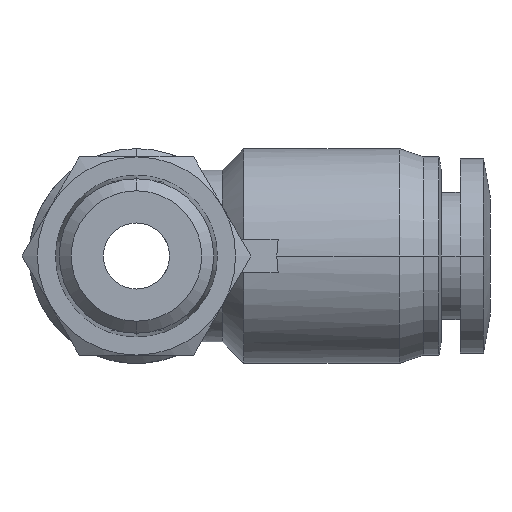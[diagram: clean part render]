
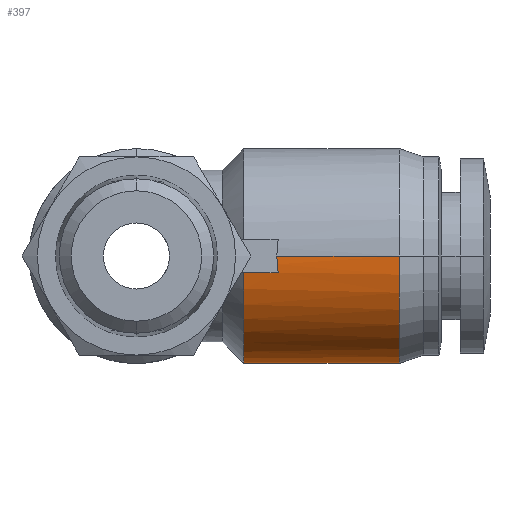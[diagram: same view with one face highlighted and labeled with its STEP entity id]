
A CAD part, front view. The second image highlights one B-rep face of the part: STEP entity #397.
In plain terms, the highlighted cylindrical face has radius 6.5 mm (diameter 13 mm), a partial arc.
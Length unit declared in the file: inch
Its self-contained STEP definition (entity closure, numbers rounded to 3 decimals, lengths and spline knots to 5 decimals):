
#4 = CARTESIAN_POINT ( 'NONE',  ( 0.33566, 0.29629, -0.02634 ) ) ;
#63 = EDGE_CURVE ( 'NONE', #2955, #1234, #3048, .T. ) ;
#99 = LINE ( 'NONE', #358, #138 ) ;
#129 = VERTEX_POINT ( 'NONE', #3083 ) ;
#138 = VECTOR ( 'NONE', #1464, 39.37008 ) ;
#176 = AXIS2_PLACEMENT_3D ( 'NONE', #2199, #2180, #2106 ) ;
#257 = EDGE_CURVE ( 'NONE', #3024, #2955, #1264, .T. ) ;
#358 = CARTESIAN_POINT ( 'NONE',  ( 0.49016, 0.80709, 0. ) ) ;
#397 = ADVANCED_FACE ( 'NONE', ( #1576 ), #1380, .T. ) ;
#655 = ORIENTED_EDGE ( 'NONE', *, *, #1802, .T. ) ;
#692 = ORIENTED_EDGE ( 'NONE', *, *, #980, .T. ) ;
#980 = EDGE_CURVE ( 'NONE', #1234, #2897, #4700, .T. ) ;
#1002 = AXIS2_PLACEMENT_3D ( 'NONE', #4517, #4203, #4112 ) ;
#1099 = VECTOR ( 'NONE', #3667, 39.37008 ) ;
#1146 = CARTESIAN_POINT ( 'NONE',  ( 0.33465, 0.29528, 0. ) ) ;
#1154 = LINE ( 'NONE', #2481, #1099 ) ;
#1234 = VERTEX_POINT ( 'NONE', #2793 ) ;
#1236 = CARTESIAN_POINT ( 'NONE',  ( 0.35738, 0.80404, -0.03937 ) ) ;
#1264 = LINE ( 'NONE', #4019, #4394 ) ;
#1380 = CYLINDRICAL_SURFACE ( 'NONE', #3901, 0.25591 ) ;
#1464 = DIRECTION ( 'NONE',  ( 1., 0., 0. ) ) ;
#1567 = CARTESIAN_POINT ( 'NONE',  ( 0.62598, 0.55118, 0. ) ) ;
#1576 = FACE_OUTER_BOUND ( 'NONE', #2029, .T. ) ;
#1589 = CARTESIAN_POINT ( 'NONE',  ( 0.62598, 0.29528, 0. ) ) ;
#1611 = EDGE_CURVE ( 'NONE', #1713, #2775, #1154, .T. ) ;
#1658 = CARTESIAN_POINT ( 'NONE',  ( 0.35738, 0.80404, -0.03937 ) ) ;
#1713 = VERTEX_POINT ( 'NONE', #3704 ) ;
#1739 = DIRECTION ( 'NONE',  ( 0., 1., 0. ) ) ;
#1752 = CARTESIAN_POINT ( 'NONE',  ( 0.49016, 0.55118, 0. ) ) ;
#1791 = ORIENTED_EDGE ( 'NONE', *, *, #1886, .F. ) ;
#1802 = EDGE_CURVE ( 'NONE', #129, #3023, #99, .T. ) ;
#1842 = CARTESIAN_POINT ( 'NONE',  ( 0.49016, 0.80404, -0.03937 ) ) ;
#1843 = LINE ( 'NONE', #1842, #4567 ) ;
#1886 = EDGE_CURVE ( 'NONE', #3024, #1713, #2391, .T. ) ;
#1932 = DIRECTION ( 'NONE',  ( 1., 0., 0. ) ) ;
#1940 = DIRECTION ( 'NONE',  ( 0., 1., 0. ) ) ;
#1947 = ORIENTED_EDGE ( 'NONE', *, *, #1611, .F. ) ;
#2029 = EDGE_LOOP ( 'NONE', ( #1947, #1791, #3378, #2815, #692, #3841, #3932, #655, #4013 ) ) ;
#2106 = DIRECTION ( 'NONE',  ( 0., 1., 0. ) ) ;
#2180 = DIRECTION ( 'NONE',  ( 1., 0., 0. ) ) ;
#2199 = CARTESIAN_POINT ( 'NONE',  ( 0.25591, 0.55118, 0. ) ) ;
#2391 =( BOUNDED_CURVE ( )  B_SPLINE_CURVE ( 3, ( #2657, #4, #3445, #1146 ),
 .UNSPECIFIED., .F., .F. ) 
 B_SPLINE_CURVE_WITH_KNOTS ( ( 4, 4 ),
 ( 2.98713, 3.14159 ),
 .UNSPECIFIED. ) 
 CURVE ( )  GEOMETRIC_REPRESENTATION_ITEM ( )  RATIONAL_B_SPLINE_CURVE ( ( 1., 0.998, 0.998, 1. ) ) 
 REPRESENTATION_ITEM ( '' )  );
#2402 = CARTESIAN_POINT ( 'NONE',  ( 0.35433, 0.80709, 0. ) ) ;
#2481 = CARTESIAN_POINT ( 'NONE',  ( 0.49016, 0.29528, 0. ) ) ;
#2510 = CARTESIAN_POINT ( 'NONE',  ( 0.33769, 0.29832, -0.03937 ) ) ;
#2600 = DIRECTION ( 'NONE',  ( 1., 0., 0. ) ) ;
#2657 = CARTESIAN_POINT ( 'NONE',  ( 0.33769, 0.29832, -0.03937 ) ) ;
#2775 = VERTEX_POINT ( 'NONE', #1589 ) ;
#2792 = CARTESIAN_POINT ( 'NONE',  ( 0.25591, 0.29832, -0.03937 ) ) ;
#2793 = CARTESIAN_POINT ( 'NONE',  ( 0.25591, 0.55118, -0.25591 ) ) ;
#2815 = ORIENTED_EDGE ( 'NONE', *, *, #63, .T. ) ;
#2897 = VERTEX_POINT ( 'NONE', #4734 ) ;
#2955 = VERTEX_POINT ( 'NONE', #2792 ) ;
#3023 = VERTEX_POINT ( 'NONE', #4829 ) ;
#3024 = VERTEX_POINT ( 'NONE', #2510 ) ;
#3048 = CIRCLE ( 'NONE', #1002, 0.25591 ) ;
#3066 =( BOUNDED_CURVE ( )  B_SPLINE_CURVE ( 3, ( #1236, #3561, #4725, #2402 ),
 .UNSPECIFIED., .F., .F. ) 
 B_SPLINE_CURVE_WITH_KNOTS ( ( 4, 4 ),
 ( 2.98713, 3.14159 ),
 .UNSPECIFIED. ) 
 CURVE ( )  GEOMETRIC_REPRESENTATION_ITEM ( )  RATIONAL_B_SPLINE_CURVE ( ( 1., 0.998, 0.998, 1. ) ) 
 REPRESENTATION_ITEM ( '' )  );
#3083 = CARTESIAN_POINT ( 'NONE',  ( 0.35433, 0.80709, 0. ) ) ;
#3151 = EDGE_CURVE ( 'NONE', #2897, #4029, #1843, .T. ) ;
#3378 = ORIENTED_EDGE ( 'NONE', *, *, #257, .T. ) ;
#3445 = CARTESIAN_POINT ( 'NONE',  ( 0.33465, 0.29528, -0.01319 ) ) ;
#3561 = CARTESIAN_POINT ( 'NONE',  ( 0.35535, 0.80607, -0.02634 ) ) ;
#3667 = DIRECTION ( 'NONE',  ( 1., 0., 0. ) ) ;
#3704 = CARTESIAN_POINT ( 'NONE',  ( 0.33465, 0.29528, 0. ) ) ;
#3841 = ORIENTED_EDGE ( 'NONE', *, *, #3151, .T. ) ;
#3901 = AXIS2_PLACEMENT_3D ( 'NONE', #1752, #1932, #1739 ) ;
#3920 = DIRECTION ( 'NONE',  ( -1., 0., 0. ) ) ;
#3932 = ORIENTED_EDGE ( 'NONE', *, *, #4723, .T. ) ;
#4013 = ORIENTED_EDGE ( 'NONE', *, *, #4373, .T. ) ;
#4019 = CARTESIAN_POINT ( 'NONE',  ( 0.26355, 0.29832, -0.03937 ) ) ;
#4029 = VERTEX_POINT ( 'NONE', #1658 ) ;
#4112 = DIRECTION ( 'NONE',  ( 0., 1., 0. ) ) ;
#4203 = DIRECTION ( 'NONE',  ( 1., 0., 0. ) ) ;
#4249 = DIRECTION ( 'NONE',  ( -1., 0., 0. ) ) ;
#4309 = CIRCLE ( 'NONE', #4912, 0.25591 ) ;
#4373 = EDGE_CURVE ( 'NONE', #3023, #2775, #4309, .T. ) ;
#4394 = VECTOR ( 'NONE', #3920, 39.37008 ) ;
#4517 = CARTESIAN_POINT ( 'NONE',  ( 0.25591, 0.55118, 0. ) ) ;
#4567 = VECTOR ( 'NONE', #2600, 39.37008 ) ;
#4700 = CIRCLE ( 'NONE', #176, 0.25591 ) ;
#4723 = EDGE_CURVE ( 'NONE', #4029, #129, #3066, .T. ) ;
#4725 = CARTESIAN_POINT ( 'NONE',  ( 0.35433, 0.80709, -0.01319 ) ) ;
#4734 = CARTESIAN_POINT ( 'NONE',  ( 0.25591, 0.80404, -0.03937 ) ) ;
#4829 = CARTESIAN_POINT ( 'NONE',  ( 0.62598, 0.80709, 0. ) ) ;
#4912 = AXIS2_PLACEMENT_3D ( 'NONE', #1567, #4249, #1940 ) ;
